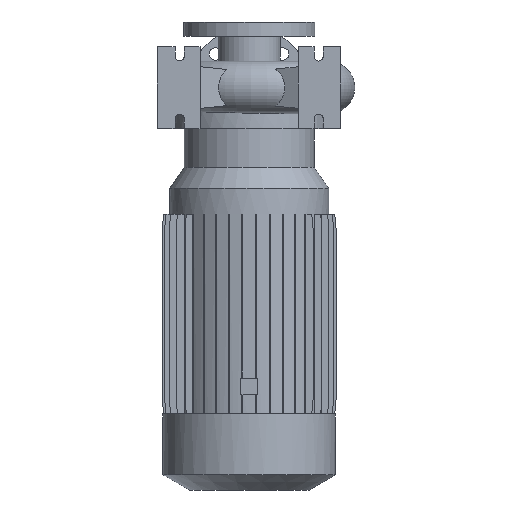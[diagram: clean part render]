
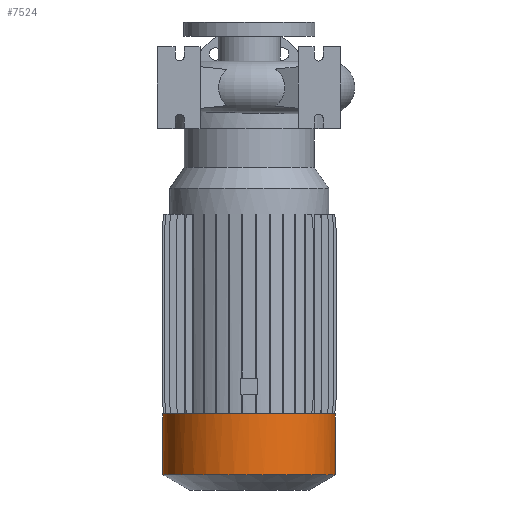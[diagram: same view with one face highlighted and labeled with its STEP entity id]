
A CAD part, front view. The second image highlights one B-rep face of the part: STEP entity #7524.
In plain terms, the highlighted cylindrical face has radius 131.5 mm (diameter 263 mm), a partial arc.
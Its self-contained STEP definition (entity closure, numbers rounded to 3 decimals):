
#71 = CIRCLE ( 'NONE', #4763, 131.5 ) ;
#218 = LINE ( 'NONE', #12506, #705 ) ;
#626 = EDGE_CURVE ( 'NONE', #2800, #7732, #10237, .T. ) ;
#705 = VECTOR ( 'NONE', #3611, 1000. ) ;
#719 = ORIENTED_EDGE ( 'NONE', *, *, #11973, .T. ) ;
#2800 = VERTEX_POINT ( 'NONE', #7356 ) ;
#3611 = DIRECTION ( 'NONE',  ( 0., 0., 1. ) ) ;
#4173 = VERTEX_POINT ( 'NONE', #5609 ) ;
#4413 = AXIS2_PLACEMENT_3D ( 'NONE', #6743, #11226, #10128 ) ;
#4640 = EDGE_CURVE ( 'NONE', #11209, #7732, #5105, .T. ) ;
#4763 = AXIS2_PLACEMENT_3D ( 'NONE', #7590, #14359, #6332 ) ;
#5105 = CIRCLE ( 'NONE', #4413, 131.5 ) ;
#5442 = CARTESIAN_POINT ( 'NONE',  ( 131.5, 0., -498. ) ) ;
#5609 = CARTESIAN_POINT ( 'NONE',  ( -131.5, 0., -590.8 ) ) ;
#5963 = DIRECTION ( 'NONE',  ( 0., 0., 1. ) ) ;
#6332 = DIRECTION ( 'NONE',  ( 1., 0., 0. ) ) ;
#6578 = AXIS2_PLACEMENT_3D ( 'NONE', #10725, #10799, #7134 ) ;
#6743 = CARTESIAN_POINT ( 'NONE',  ( 0., 0., -498. ) ) ;
#7134 = DIRECTION ( 'NONE',  ( 1., 0., 0. ) ) ;
#7356 = CARTESIAN_POINT ( 'NONE',  ( 131.5, 0., -590.8 ) ) ;
#7524 = ADVANCED_FACE ( 'NONE', ( #10507 ), #11832, .T. ) ;
#7590 = CARTESIAN_POINT ( 'NONE',  ( 0., 0., -590.8 ) ) ;
#7628 = CARTESIAN_POINT ( 'NONE',  ( -131.5, 0., -498. ) ) ;
#7732 = VERTEX_POINT ( 'NONE', #5442 ) ;
#8034 = VECTOR ( 'NONE', #5963, 1000. ) ;
#8099 = CARTESIAN_POINT ( 'NONE',  ( 131.5, 0., 100. ) ) ;
#8817 = ORIENTED_EDGE ( 'NONE', *, *, #9020, .F. ) ;
#9020 = EDGE_CURVE ( 'NONE', #4173, #11209, #218, .T. ) ;
#9311 = ORIENTED_EDGE ( 'NONE', *, *, #626, .T. ) ;
#9930 = ORIENTED_EDGE ( 'NONE', *, *, #4640, .F. ) ;
#10128 = DIRECTION ( 'NONE',  ( 1., 0., 0. ) ) ;
#10237 = LINE ( 'NONE', #8099, #8034 ) ;
#10507 = FACE_OUTER_BOUND ( 'NONE', #13550, .T. ) ;
#10725 = CARTESIAN_POINT ( 'NONE',  ( 0., 0., 100. ) ) ;
#10799 = DIRECTION ( 'NONE',  ( 0., 0., 1. ) ) ;
#11209 = VERTEX_POINT ( 'NONE', #7628 ) ;
#11226 = DIRECTION ( 'NONE',  ( 0., 0., 1. ) ) ;
#11832 = CYLINDRICAL_SURFACE ( 'NONE', #6578, 131.5 ) ;
#11973 = EDGE_CURVE ( 'NONE', #4173, #2800, #71, .T. ) ;
#12506 = CARTESIAN_POINT ( 'NONE',  ( -131.5, 0., 100. ) ) ;
#13550 = EDGE_LOOP ( 'NONE', ( #8817, #719, #9311, #9930 ) ) ;
#14359 = DIRECTION ( 'NONE',  ( 0., 0., 1. ) ) ;
